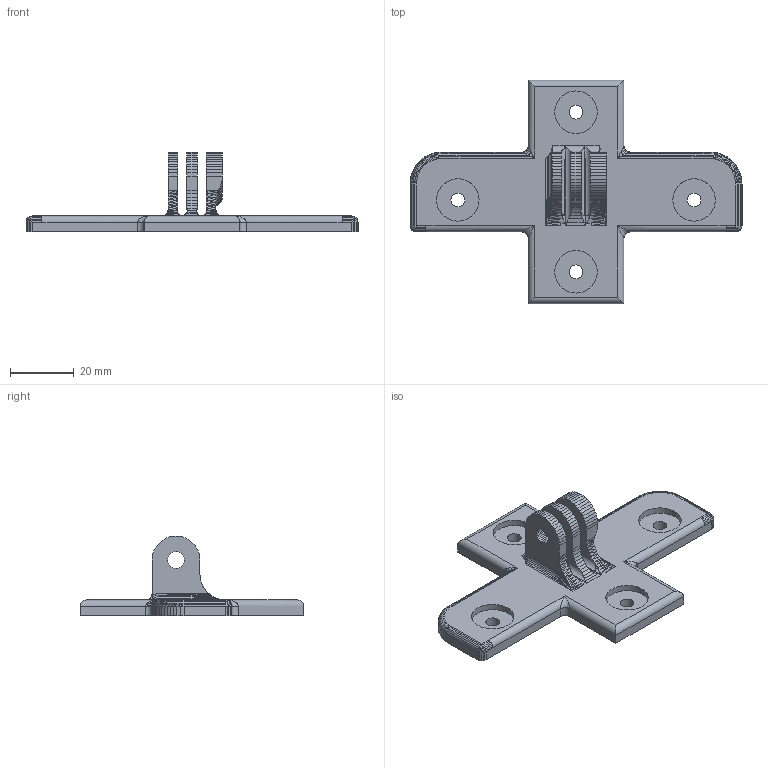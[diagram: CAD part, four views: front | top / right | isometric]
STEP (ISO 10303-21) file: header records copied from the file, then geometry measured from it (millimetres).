
FILE_DESCRIPTION(/* description */ ('FreeCAD Model'),/* implementation_level */ '2;1');
FILE_NAME(/* name */ 'action_cam_connector.stp',/* time_stamp */ '2019-07-07T22:00:53+02:00',/* author */ ('ZEUSLAP'),/* organization */ (''),/* preprocessor_version */ 'ST-DEVELOPER v16.13',/* originating_system */ 'Autodesk Inventor 2018',/* authorisation */ 'Unknown');
FILE_SCHEMA (('AUTOMOTIVE_DESIGN { 1 0 10303 214 3 1 1 }'));
Length unit declared in the file: millimetre
Products named in the file (1): action_cam_connector
Bounding box: 104 x 70 x 25 mm (x, y, z)
Volume: 20825.6 mm3; surface area: 11687.4 mm2
Topology: 1 solids, 1 shells, 1035 faces, 2097 edges, 1068 vertices
Faces by surface type: plane 989, cylinder 30, bspline 14, torus 2
Full cylindrical faces by diameter (mm): 4.3 x4, 13.3 x4
Entity records: 26771 total; most frequent: CARTESIAN_POINT 4788, DIRECTION 4214, ORIENTED_EDGE 4166, EDGE_CURVE 2083, LINE 1956, VECTOR 1956, AXIS2_PLACEMENT_3D 1129, VERTEX_POINT 1064
